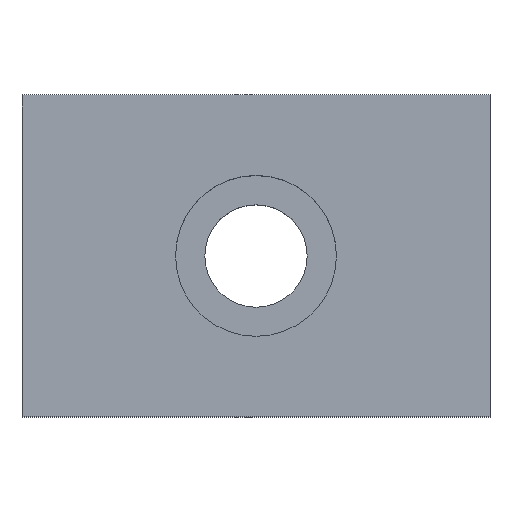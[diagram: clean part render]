
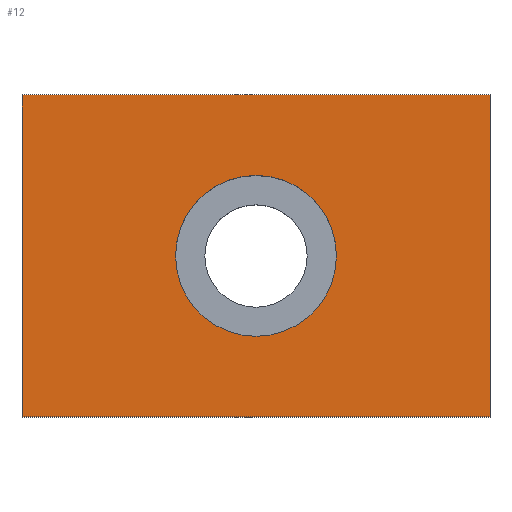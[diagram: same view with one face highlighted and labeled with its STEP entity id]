
A CAD part, top view. The second image highlights one B-rep face of the part: STEP entity #12.
In plain terms, the highlighted planar face has unit normal (0, 0, 1).
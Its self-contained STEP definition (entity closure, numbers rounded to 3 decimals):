
#2 = ORIENTED_EDGE ( 'NONE', *, *, #179, .T. ) ;
#12 = ADVANCED_FACE ( 'NONE', ( #381, #384 ), #81, .T. ) ;
#16 = LINE ( 'NONE', #292, #152 ) ;
#17 = AXIS2_PLACEMENT_3D ( 'NONE', #389, #352, #84 ) ;
#20 = DIRECTION ( 'NONE',  ( -1., 0., 0. ) ) ;
#49 = ORIENTED_EDGE ( 'NONE', *, *, #286, .T. ) ;
#52 = CARTESIAN_POINT ( 'NONE',  ( 16., -11., 12. ) ) ;
#55 = CARTESIAN_POINT ( 'NONE',  ( -16., 11., 12. ) ) ;
#56 = CARTESIAN_POINT ( 'NONE',  ( 16., -11., 12. ) ) ;
#57 = ORIENTED_EDGE ( 'NONE', *, *, #135, .F. ) ;
#62 = EDGE_CURVE ( 'NONE', #122, #170, #266, .T. ) ;
#64 = VECTOR ( 'NONE', #281, 1000. ) ;
#68 = EDGE_LOOP ( 'NONE', ( #142, #49, #2, #234 ) ) ;
#70 = CIRCLE ( 'NONE', #17, 5.5 ) ;
#72 = DIRECTION ( 'NONE',  ( 1., 0., 0. ) ) ;
#81 = PLANE ( 'NONE',  #345 ) ;
#84 = DIRECTION ( 'NONE',  ( 1., 0., 0. ) ) ;
#88 = ORIENTED_EDGE ( 'NONE', *, *, #242, .F. ) ;
#110 = DIRECTION ( 'NONE',  ( 1., 0., 0. ) ) ;
#120 = EDGE_CURVE ( 'NONE', #243, #122, #16, .T. ) ;
#122 = VERTEX_POINT ( 'NONE', #151 ) ;
#135 = EDGE_CURVE ( 'NONE', #332, #334, #377, .T. ) ;
#142 = ORIENTED_EDGE ( 'NONE', *, *, #62, .T. ) ;
#144 = DIRECTION ( 'NONE',  ( 0., -1., 0. ) ) ;
#147 = CARTESIAN_POINT ( 'NONE',  ( 0., 0., 12. ) ) ;
#151 = CARTESIAN_POINT ( 'NONE',  ( -16., -11., 12. ) ) ;
#152 = VECTOR ( 'NONE', #144, 1000. ) ;
#158 = VECTOR ( 'NONE', #110, 1000. ) ;
#170 = VERTEX_POINT ( 'NONE', #207 ) ;
#179 = EDGE_CURVE ( 'NONE', #342, #243, #388, .T. ) ;
#190 = CARTESIAN_POINT ( 'NONE',  ( 5.5, 0., 12. ) ) ;
#197 = CARTESIAN_POINT ( 'NONE',  ( -5.5, 0., 12. ) ) ;
#207 = CARTESIAN_POINT ( 'NONE',  ( 16., -11., 12. ) ) ;
#210 = DIRECTION ( 'NONE',  ( 1., 0., 0. ) ) ;
#221 = DIRECTION ( 'NONE',  ( 0., 0., 1. ) ) ;
#234 = ORIENTED_EDGE ( 'NONE', *, *, #120, .T. ) ;
#242 = EDGE_CURVE ( 'NONE', #334, #332, #70, .T. ) ;
#243 = VERTEX_POINT ( 'NONE', #55 ) ;
#266 = LINE ( 'NONE', #318, #158 ) ;
#270 = EDGE_LOOP ( 'NONE', ( #88, #57 ) ) ;
#281 = DIRECTION ( 'NONE',  ( 0., 1., 0. ) ) ;
#286 = EDGE_CURVE ( 'NONE', #170, #342, #357, .T. ) ;
#289 = DIRECTION ( 'NONE',  ( 0., 0., 1. ) ) ;
#292 = CARTESIAN_POINT ( 'NONE',  ( -16., 11., 12. ) ) ;
#305 = CARTESIAN_POINT ( 'NONE',  ( 16., 11., 12. ) ) ;
#318 = CARTESIAN_POINT ( 'NONE',  ( -16., -11., 12. ) ) ;
#332 = VERTEX_POINT ( 'NONE', #197 ) ;
#334 = VERTEX_POINT ( 'NONE', #190 ) ;
#342 = VERTEX_POINT ( 'NONE', #305 ) ;
#345 = AXIS2_PLACEMENT_3D ( 'NONE', #52, #289, #210 ) ;
#349 = CARTESIAN_POINT ( 'NONE',  ( 16., 11., 12. ) ) ;
#352 = DIRECTION ( 'NONE',  ( 0., 0., 1. ) ) ;
#357 = LINE ( 'NONE', #56, #64 ) ;
#370 = VECTOR ( 'NONE', #20, 1000. ) ;
#377 = CIRCLE ( 'NONE', #382, 5.5 ) ;
#381 = FACE_OUTER_BOUND ( 'NONE', #68, .T. ) ;
#382 = AXIS2_PLACEMENT_3D ( 'NONE', #147, #221, #72 ) ;
#384 = FACE_BOUND ( 'NONE', #270, .T. ) ;
#388 = LINE ( 'NONE', #349, #370 ) ;
#389 = CARTESIAN_POINT ( 'NONE',  ( 0., 0., 12. ) ) ;
